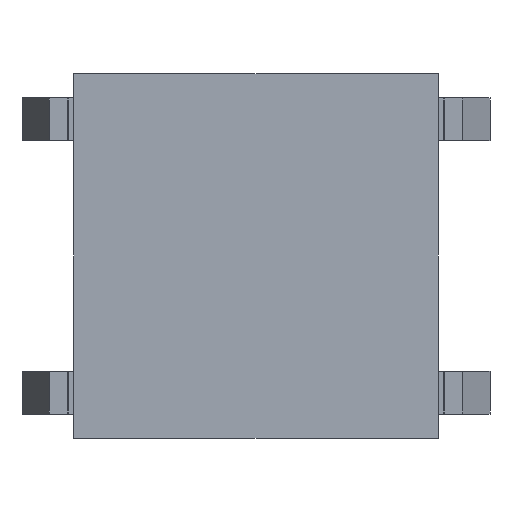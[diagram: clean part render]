
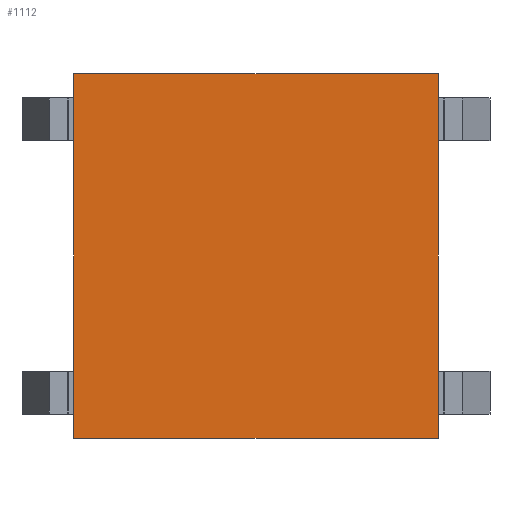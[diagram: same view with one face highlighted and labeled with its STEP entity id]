
A CAD part, front view. The second image highlights one B-rep face of the part: STEP entity #1112.
In plain terms, the highlighted planar face has unit normal (0, -1, 0).
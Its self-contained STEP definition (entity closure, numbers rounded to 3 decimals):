
#13 = VECTOR ( 'NONE', #2183, 1000. ) ;
#332 = LINE ( 'NONE', #2380, #13 ) ;
#398 = CARTESIAN_POINT ( 'NONE',  ( -3., 0., 3. ) ) ;
#455 = VERTEX_POINT ( 'NONE', #398 ) ;
#505 = CARTESIAN_POINT ( 'NONE',  ( -3., 0., 3. ) ) ;
#517 = LINE ( 'NONE', #505, #1399 ) ;
#562 = CARTESIAN_POINT ( 'NONE',  ( -3., 0., -3. ) ) ;
#612 = CARTESIAN_POINT ( 'NONE',  ( -3., 0., 3. ) ) ;
#621 = VECTOR ( 'NONE', #2334, 1000. ) ;
#622 = AXIS2_PLACEMENT_3D ( 'NONE', #1069, #2574, #1106 ) ;
#643 = CARTESIAN_POINT ( 'NONE',  ( -3., 0., -3. ) ) ;
#650 = EDGE_CURVE ( 'NONE', #2379, #968, #1062, .T. ) ;
#679 = PLANE ( 'NONE',  #622 ) ;
#873 = DIRECTION ( 'NONE',  ( 0., 0., -1. ) ) ;
#968 = VERTEX_POINT ( 'NONE', #992 ) ;
#992 = CARTESIAN_POINT ( 'NONE',  ( 3., 0., -3. ) ) ;
#1035 = CARTESIAN_POINT ( 'NONE',  ( 3., 0., 3. ) ) ;
#1062 = LINE ( 'NONE', #643, #621 ) ;
#1069 = CARTESIAN_POINT ( 'NONE',  ( -3., 0., 3. ) ) ;
#1082 = EDGE_CURVE ( 'NONE', #455, #1990, #1417, .T. ) ;
#1092 = ORIENTED_EDGE ( 'NONE', *, *, #2088, .T. ) ;
#1106 = DIRECTION ( 'NONE',  ( 1., 0., 0. ) ) ;
#1112 = ADVANCED_FACE ( 'NONE', ( #1280 ), #679, .F. ) ;
#1187 = EDGE_CURVE ( 'NONE', #1990, #968, #332, .T. ) ;
#1262 = VECTOR ( 'NONE', #2260, 1000. ) ;
#1280 = FACE_OUTER_BOUND ( 'NONE', #2584, .T. ) ;
#1399 = VECTOR ( 'NONE', #873, 1000. ) ;
#1417 = LINE ( 'NONE', #612, #1262 ) ;
#1463 = ORIENTED_EDGE ( 'NONE', *, *, #1187, .F. ) ;
#1789 = ORIENTED_EDGE ( 'NONE', *, *, #1082, .F. ) ;
#1990 = VERTEX_POINT ( 'NONE', #1035 ) ;
#2088 = EDGE_CURVE ( 'NONE', #455, #2379, #517, .T. ) ;
#2183 = DIRECTION ( 'NONE',  ( 0., 0., -1. ) ) ;
#2260 = DIRECTION ( 'NONE',  ( 1., 0., 0. ) ) ;
#2334 = DIRECTION ( 'NONE',  ( 1., 0., 0. ) ) ;
#2379 = VERTEX_POINT ( 'NONE', #562 ) ;
#2380 = CARTESIAN_POINT ( 'NONE',  ( 3., 0., 3. ) ) ;
#2442 = ORIENTED_EDGE ( 'NONE', *, *, #650, .T. ) ;
#2574 = DIRECTION ( 'NONE',  ( 0., 1., 0. ) ) ;
#2584 = EDGE_LOOP ( 'NONE', ( #2442, #1463, #1789, #1092 ) ) ;
